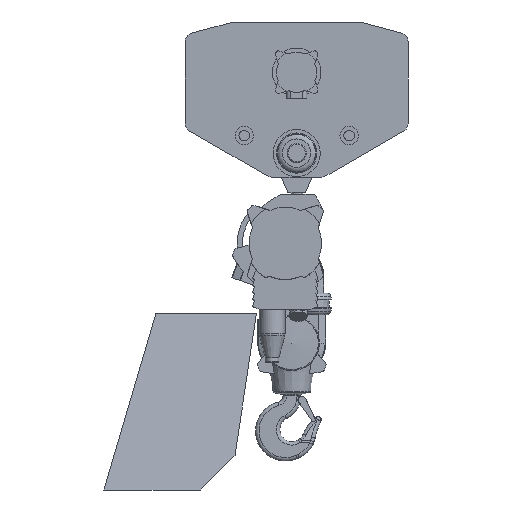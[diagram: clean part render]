
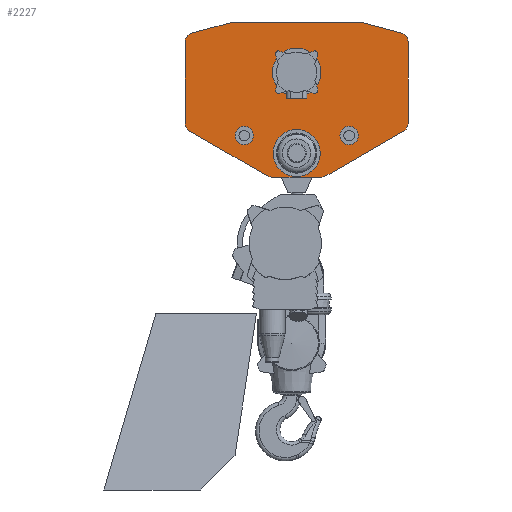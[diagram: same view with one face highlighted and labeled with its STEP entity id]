
A CAD part, front view. The second image highlights one B-rep face of the part: STEP entity #2227.
In plain terms, the highlighted face is planar.
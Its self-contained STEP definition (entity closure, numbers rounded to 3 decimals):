
#2227=ADVANCED_FACE('',(#4567,#4568,#4569,#4570,#4571),#4572,.T.);
#4567=FACE_BOUND('',#8781,.T.);
#4568=FACE_BOUND('',#8782,.T.);
#4569=FACE_BOUND('',#8783,.T.);
#4570=FACE_OUTER_BOUND('',#8784,.T.);
#4571=FACE_BOUND('',#8785,.T.);
#4572=PLANE('',#8786);
#8781=EDGE_LOOP('',(#14969));
#8782=EDGE_LOOP('',(#14970));
#8783=EDGE_LOOP('',(#14971));
#8784=EDGE_LOOP('',(#14972,#14973,#14974,#14975,#14976,#14977,#14978,#14979,#14980,#14981,#14982,#14983,#14984,#14985,#14986,#14987));
#8785=EDGE_LOOP('',(#14988));
#8786=AXIS2_PLACEMENT_3D('',#14989,#14990,#14991);
#14969=ORIENTED_EDGE('',*,*,#17045,.F.);
#14970=ORIENTED_EDGE('',*,*,#16895,.F.);
#14971=ORIENTED_EDGE('',*,*,#17959,.F.);
#14972=ORIENTED_EDGE('',*,*,#18548,.T.);
#14973=ORIENTED_EDGE('',*,*,#18007,.T.);
#14974=ORIENTED_EDGE('',*,*,#18924,.T.);
#14975=ORIENTED_EDGE('',*,*,#18925,.T.);
#14976=ORIENTED_EDGE('',*,*,#17123,.T.);
#14977=ORIENTED_EDGE('',*,*,#18926,.T.);
#14978=ORIENTED_EDGE('',*,*,#18927,.T.);
#14979=ORIENTED_EDGE('',*,*,#18753,.T.);
#14980=ORIENTED_EDGE('',*,*,#17671,.T.);
#14981=ORIENTED_EDGE('',*,*,#18620,.T.);
#14982=ORIENTED_EDGE('',*,*,#18910,.T.);
#14983=ORIENTED_EDGE('',*,*,#17667,.T.);
#14984=ORIENTED_EDGE('',*,*,#18273,.T.);
#14985=ORIENTED_EDGE('',*,*,#17177,.T.);
#14986=ORIENTED_EDGE('',*,*,#18408,.T.);
#14987=ORIENTED_EDGE('',*,*,#16978,.T.);
#14988=ORIENTED_EDGE('',*,*,#17119,.T.);
#14989=CARTESIAN_POINT('',(-142.367,95.,20.));
#14990=DIRECTION('',(0.,0.,1.));
#14991=DIRECTION('',(1.,0.,0.));
#16895=EDGE_CURVE('',#19542,#19542,#19543,.T.);
#16978=EDGE_CURVE('',#19690,#19688,#19691,.T.);
#17045=EDGE_CURVE('',#19803,#19803,#19804,.T.);
#17119=EDGE_CURVE('',#19931,#19931,#19932,.F.);
#17123=EDGE_CURVE('',#19939,#19937,#19940,.T.);
#17177=EDGE_CURVE('',#20035,#20033,#20036,.T.);
#17667=EDGE_CURVE('',#20850,#20848,#20851,.T.);
#17671=EDGE_CURVE('',#20856,#20854,#20857,.T.);
#17959=EDGE_CURVE('',#21321,#21321,#21322,.T.);
#18007=EDGE_CURVE('',#21392,#21390,#21393,.T.);
#18273=EDGE_CURVE('',#20848,#20035,#21793,.T.);
#18408=EDGE_CURVE('',#20033,#19690,#21979,.T.);
#18548=EDGE_CURVE('',#19688,#21392,#22151,.T.);
#18620=EDGE_CURVE('',#20854,#22243,#22245,.T.);
#18753=EDGE_CURVE('',#22411,#20856,#22412,.T.);
#18910=EDGE_CURVE('',#22243,#20850,#22611,.T.);
#18924=EDGE_CURVE('',#21390,#22626,#22627,.T.);
#18925=EDGE_CURVE('',#22626,#19939,#22628,.T.);
#18926=EDGE_CURVE('',#19937,#22629,#22630,.T.);
#18927=EDGE_CURVE('',#22629,#22411,#22631,.T.);
#19542=VERTEX_POINT('',#23333);
#19543=CIRCLE('',#23334,21.);
#19688=VERTEX_POINT('',#23716);
#19690=VERTEX_POINT('',#23719);
#19691=CIRCLE('',#23720,20.);
#19803=VERTEX_POINT('',#24016);
#19804=CIRCLE('',#24017,37.5);
#19931=VERTEX_POINT('',#24225);
#19932=CIRCLE('',#24226,30.);
#19937=VERTEX_POINT('',#24232);
#19939=VERTEX_POINT('',#24235);
#19940=LINE('',#24236,#24237);
#20033=VERTEX_POINT('',#24354);
#20035=VERTEX_POINT('',#24357);
#20036=CIRCLE('',#24358,20.);
#20848=VERTEX_POINT('',#25448);
#20850=VERTEX_POINT('',#25451);
#20851=CIRCLE('',#25452,20.);
#20854=VERTEX_POINT('',#25456);
#20856=VERTEX_POINT('',#25459);
#20857=LINE('',#25460,#25461);
#21321=VERTEX_POINT('',#26104);
#21322=CIRCLE('',#26105,21.);
#21390=VERTEX_POINT('',#26199);
#21392=VERTEX_POINT('',#26202);
#21393=CIRCLE('',#26203,20.);
#21793=LINE('',#26863,#26864);
#21979=LINE('',#27128,#27129);
#22151=LINE('',#27485,#27486);
#22243=VERTEX_POINT('',#27602);
#22245=CIRCLE('',#27605,20.);
#22411=VERTEX_POINT('',#27811);
#22412=CIRCLE('',#27812,20.);
#22611=LINE('',#28100,#28101);
#22626=VERTEX_POINT('',#28119);
#22627=LINE('',#28120,#28121);
#22628=CIRCLE('',#28122,20.);
#22629=VERTEX_POINT('',#28123);
#22630=CIRCLE('',#28124,20.);
#22631=LINE('',#28125,#28126);
#23333=CARTESIAN_POINT('',(141.,-145.,20.));
#23334=AXIS2_PLACEMENT_3D('',#29116,#29117,#29118);
#23716=CARTESIAN_POINT('',(142.367,115.,20.));
#23719=CARTESIAN_POINT('',(147.543,114.319,20.));
#23720=AXIS2_PLACEMENT_3D('',#29255,#29256,#29257);
#24016=CARTESIAN_POINT('',(37.5,0.,20.));
#24017=AXIS2_PLACEMENT_3D('',#29337,#29338,#29339);
#24225=CARTESIAN_POINT('',(30.,-185.,20.));
#24226=AXIS2_PLACEMENT_3D('',#29436,#29437,#29438);
#24232=CARTESIAN_POINT('',(-255.,-117.313,20.));
#24235=CARTESIAN_POINT('',(-255.,70.179,20.));
#24236=CARTESIAN_POINT('',(-255.,-117.313,20.));
#24237=VECTOR('',#29441,1.);
#24354=CARTESIAN_POINT('',(240.176,89.498,20.));
#24357=CARTESIAN_POINT('',(255.,70.179,20.));
#24358=AXIS2_PLACEMENT_3D('',#29518,#29519,#29520);
#25448=CARTESIAN_POINT('',(255.,-117.313,20.));
#25451=CARTESIAN_POINT('',(245.,-134.634,20.));
#25452=AXIS2_PLACEMENT_3D('',#30268,#30269,#30270);
#25456=CARTESIAN_POINT('',(57.141,-240.,20.));
#25459=CARTESIAN_POINT('',(-57.141,-240.,20.));
#25460=CARTESIAN_POINT('',(-57.141,-240.,20.));
#25461=VECTOR('',#30273,1.);
#26104=CARTESIAN_POINT('',(-99.,-145.,20.));
#26105=AXIS2_PLACEMENT_3D('',#30768,#30769,#30770);
#26199=CARTESIAN_POINT('',(-147.543,114.319,20.));
#26202=CARTESIAN_POINT('',(-142.367,115.,20.));
#26203=AXIS2_PLACEMENT_3D('',#30831,#30832,#30833);
#26863=CARTESIAN_POINT('',(255.,-117.313,20.));
#26864=VECTOR('',#31213,1.);
#27128=CARTESIAN_POINT('',(240.176,89.498,20.));
#27129=VECTOR('',#31404,1.);
#27485=CARTESIAN_POINT('',(-142.367,115.,20.));
#27486=VECTOR('',#31562,1.);
#27602=CARTESIAN_POINT('',(67.141,-237.321,20.));
#27605=AXIS2_PLACEMENT_3D('',#31659,#31660,#31661);
#27811=CARTESIAN_POINT('',(-67.141,-237.321,20.));
#27812=AXIS2_PLACEMENT_3D('',#31807,#31808,#31809);
#28100=CARTESIAN_POINT('',(67.141,-237.321,20.));
#28101=VECTOR('',#32071,1.);
#28119=CARTESIAN_POINT('',(-240.176,89.498,20.));
#28120=CARTESIAN_POINT('',(-147.543,114.319,20.));
#28121=VECTOR('',#32081,1.);
#28122=AXIS2_PLACEMENT_3D('',#32082,#32083,#32084);
#28123=CARTESIAN_POINT('',(-245.,-134.634,20.));
#28124=AXIS2_PLACEMENT_3D('',#32085,#32086,#32087);
#28125=CARTESIAN_POINT('',(-245.,-134.634,20.));
#28126=VECTOR('',#32088,1.);
#29116=CARTESIAN_POINT('',(120.,-145.,20.));
#29117=DIRECTION('',(0.,0.,1.));
#29118=DIRECTION('',(1.,0.,0.));
#29255=CARTESIAN_POINT('',(142.367,95.,20.));
#29256=DIRECTION('',(0.,0.,1.));
#29257=DIRECTION('',(1.,0.,0.));
#29337=CARTESIAN_POINT('',(0.,0.,20.));
#29338=DIRECTION('',(0.,0.,1.));
#29339=DIRECTION('',(1.,0.,0.));
#29436=CARTESIAN_POINT('',(0.,-185.,20.));
#29437=DIRECTION('',(0.,0.,1.));
#29438=DIRECTION('',(1.,0.,0.));
#29441=DIRECTION('',(0.,-1.,0.));
#29518=CARTESIAN_POINT('',(235.,70.179,20.));
#29519=DIRECTION('',(0.,0.,1.));
#29520=DIRECTION('',(1.,0.,0.));
#30268=CARTESIAN_POINT('',(235.,-117.313,20.));
#30269=DIRECTION('',(0.,0.,1.));
#30270=DIRECTION('',(-1.,0.,0.));
#30273=DIRECTION('',(1.,0.,0.));
#30768=CARTESIAN_POINT('',(-120.,-145.,20.));
#30769=DIRECTION('',(0.,0.,1.));
#30770=DIRECTION('',(1.,0.,0.));
#30831=CARTESIAN_POINT('',(-142.367,95.,20.));
#30832=DIRECTION('',(0.,0.,1.));
#30833=DIRECTION('',(1.,0.,0.));
#31213=DIRECTION('',(0.,1.,0.));
#31404=DIRECTION('',(-0.966,0.259,0.));
#31562=DIRECTION('',(-1.,0.,0.));
#31659=CARTESIAN_POINT('',(57.141,-220.,20.));
#31660=DIRECTION('',(0.,0.,1.));
#31661=DIRECTION('',(1.,0.,0.));
#31807=CARTESIAN_POINT('',(-57.141,-220.,20.));
#31808=DIRECTION('',(0.,0.,1.));
#31809=DIRECTION('',(1.,0.,0.));
#32071=DIRECTION('',(0.866,0.5,0.));
#32081=DIRECTION('',(-0.966,-0.259,0.));
#32082=CARTESIAN_POINT('',(-235.,70.179,20.));
#32083=DIRECTION('',(0.,0.,1.));
#32084=DIRECTION('',(1.,0.,0.));
#32085=CARTESIAN_POINT('',(-235.,-117.313,20.));
#32086=DIRECTION('',(0.,0.,1.));
#32087=DIRECTION('',(1.,0.,0.));
#32088=DIRECTION('',(0.866,-0.5,0.));
